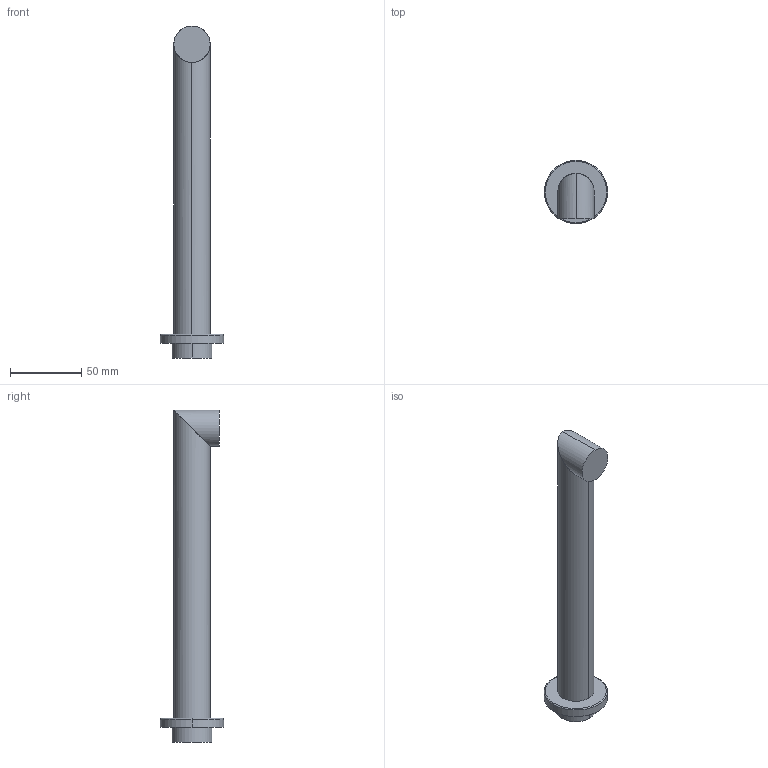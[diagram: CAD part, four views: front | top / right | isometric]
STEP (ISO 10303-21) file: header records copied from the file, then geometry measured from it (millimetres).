
FILE_DESCRIPTION((''),'2;1');
FILE_NAME('3-407','2021-01-25T16:37:59',('rsmith'),(''),'CREO PARAMETRIC BY PTC INC, 2018400','CREO PARAMETRIC BY PTC INC, 2018400','');
FILE_SCHEMA(('AUTOMOTIVE_DESIGN { 1 0 10303 214 1 1 1 1 }'));
Length unit declared in the file: inch
Products named in the file (1): 3-407
Bounding box: 44.45 x 44.45 x 232.41 mm (x, y, z)
Volume: 128694.9 mm3; surface area: 22962.8 mm2
Topology: 1 solids, 1 shells, 18 faces, 34 edges, 22 vertices
Faces by surface type: cylinder 8, plane 6, torus 2, extrusion 2
Entity records: 1019 total; most frequent: CARTESIAN_POINT 264, COLOUR_RGB 147, DIRECTION 80, ORIENTED_EDGE 68, PRESENTATION_STYLE_ASSIGNMENT 45, STYLED_ITEM 39, AXIS2_PLACEMENT_3D 34, CURVE_STYLE 34
